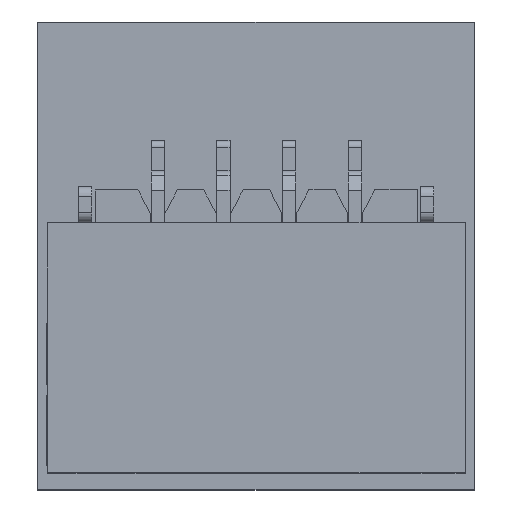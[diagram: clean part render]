
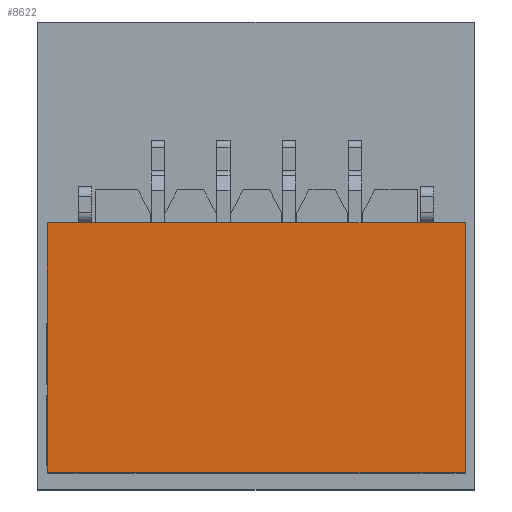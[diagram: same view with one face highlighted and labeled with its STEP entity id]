
A CAD part, top view. The second image highlights one B-rep face of the part: STEP entity #8622.
In plain terms, the highlighted planar face has unit normal (0, 0, 1).
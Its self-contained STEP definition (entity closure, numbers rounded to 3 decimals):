
#7556 = VERTEX_POINT('',#7557);
#7557 = CARTESIAN_POINT('',(-3.17,-2.739,
    3.2));
#7563 = EDGE_CURVE('',#7556,#7564,#7566,.T.);
#7564 = VERTEX_POINT('',#7565);
#7565 = CARTESIAN_POINT('',(-3.17,1.061,
    3.2));
#7566 = LINE('',#7567,#7568);
#7567 = CARTESIAN_POINT('',(-3.17,-0.589,
    3.2));
#7568 = VECTOR('',#7569,1.);
#7569 = DIRECTION('',(0.,1.,0.));
#8414 = VERTEX_POINT('',#8415);
#8415 = CARTESIAN_POINT('',(3.18,-2.739,
    3.2));
#8421 = EDGE_CURVE('',#7556,#8414,#8422,.T.);
#8422 = LINE('',#8423,#8424);
#8423 = CARTESIAN_POINT('',(-3.17,-2.739,
    3.2));
#8424 = VECTOR('',#8425,1.);
#8425 = DIRECTION('',(1.,0.,0.));
#8622 = ADVANCED_FACE('',(#8623),#8641,.F.);
#8623 = FACE_BOUND('',#8624,.T.);
#8624 = EDGE_LOOP('',(#8625,#8633,#8639,#8640));
#8625 = ORIENTED_EDGE('',*,*,#8626,.T.);
#8626 = EDGE_CURVE('',#8414,#8627,#8629,.T.);
#8627 = VERTEX_POINT('',#8628);
#8628 = CARTESIAN_POINT('',(3.18,1.061,3.2
    ));
#8629 = LINE('',#8630,#8631);
#8630 = CARTESIAN_POINT('',(3.18,-0.589,3.2
    ));
#8631 = VECTOR('',#8632,1.);
#8632 = DIRECTION('',(0.,1.,0.));
#8633 = ORIENTED_EDGE('',*,*,#8634,.F.);
#8634 = EDGE_CURVE('',#7564,#8627,#8635,.T.);
#8635 = LINE('',#8636,#8637);
#8636 = CARTESIAN_POINT('',(-3.17,1.061,
    3.2));
#8637 = VECTOR('',#8638,1.);
#8638 = DIRECTION('',(1.,0.,0.));
#8639 = ORIENTED_EDGE('',*,*,#7563,.F.);
#8640 = ORIENTED_EDGE('',*,*,#8421,.T.);
#8641 = PLANE('',#8642);
#8642 = AXIS2_PLACEMENT_3D('',#8643,#8644,#8645);
#8643 = CARTESIAN_POINT('',(-3.17,-0.589,
    3.2));
#8644 = DIRECTION('',(0.,0.,-1.));
#8645 = DIRECTION('',(0.,1.,0.));
